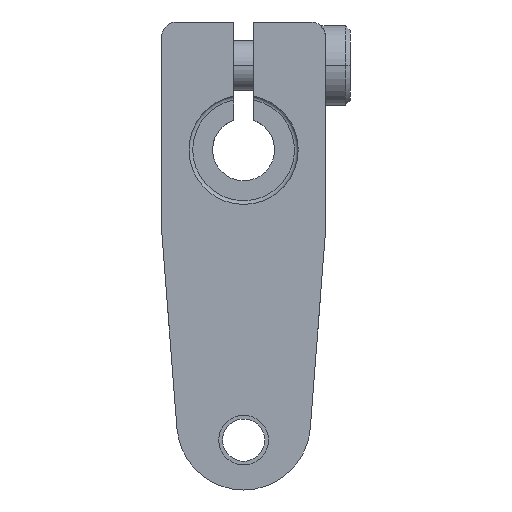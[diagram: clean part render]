
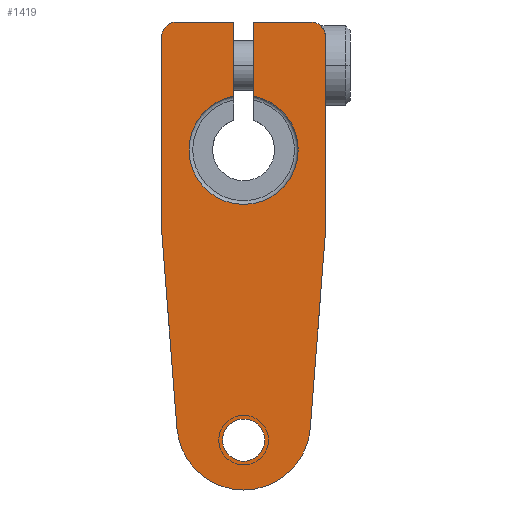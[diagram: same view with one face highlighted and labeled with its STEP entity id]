
A CAD part, front view. The second image highlights one B-rep face of the part: STEP entity #1419.
In plain terms, the highlighted planar face has unit normal (0, -1, 0).
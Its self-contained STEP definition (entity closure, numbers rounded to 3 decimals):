
#114=DIRECTION('',(0.,0.,-1.));
#115=VECTOR('',#114,14.933);
#116=CARTESIAN_POINT('',(2.,0.,25.75));
#117=LINE('',#116,#115);
#122=DIRECTION('',(1.,0.,0.));
#123=VECTOR('',#122,11.5);
#124=CARTESIAN_POINT('',(2.,0.,25.75));
#125=LINE('',#124,#123);
#129=CARTESIAN_POINT('',(13.5,0.,22.75));
#130=DIRECTION('',(0.,-1.,0.));
#131=DIRECTION('',(1.,0.,0.));
#132=AXIS2_PLACEMENT_3D('',#129,#130,#131);
#137=DIRECTION('',(0.,0.,-1.));
#138=VECTOR('',#137,39.25);
#139=CARTESIAN_POINT('',(16.5,0.,22.75));
#140=LINE('',#139,#138);
#144=DIRECTION('',(-0.077,0.,-0.997));
#145=VECTOR('',#144,39.739);
#146=CARTESIAN_POINT('',(16.5,0.,-16.5));
#147=LINE('',#146,#145);
#151=CARTESIAN_POINT('',(0.,0.,-55.08));
#152=DIRECTION('',(0.,1.,0.));
#153=DIRECTION('',(0.997,0.,-0.077));
#154=AXIS2_PLACEMENT_3D('',#151,#152,#153);
#159=DIRECTION('',(-0.077,0.,0.997));
#160=VECTOR('',#159,39.739);
#161=CARTESIAN_POINT('',(-13.43,0.,-56.12));
#162=LINE('',#161,#160);
#166=DIRECTION('',(0.,0.,1.));
#167=VECTOR('',#166,39.25);
#168=CARTESIAN_POINT('',(-16.5,0.,-16.5));
#169=LINE('',#168,#167);
#173=CARTESIAN_POINT('',(-13.5,0.,22.75));
#174=DIRECTION('',(0.,-1.,0.));
#175=DIRECTION('',(0.,0.,1.));
#176=AXIS2_PLACEMENT_3D('',#173,#174,#175);
#181=DIRECTION('',(1.,0.,0.));
#182=VECTOR('',#181,11.5);
#183=CARTESIAN_POINT('',(-13.5,0.,25.75));
#184=LINE('',#183,#182);
#188=DIRECTION('',(0.,0.,-1.));
#189=VECTOR('',#188,14.933);
#190=CARTESIAN_POINT('',(-2.,0.,25.75));
#191=LINE('',#190,#189);
#195=CARTESIAN_POINT('',(0.,0.,-58.5));
#196=DIRECTION('',(0.,-1.,0.));
#197=DIRECTION('',(-1.,0.,0.));
#198=AXIS2_PLACEMENT_3D('',#195,#196,#197);
#203=CARTESIAN_POINT('',(0.,0.,-58.5));
#204=DIRECTION('',(0.,-1.,0.));
#205=DIRECTION('',(1.,0.,0.));
#206=AXIS2_PLACEMENT_3D('',#203,#204,#205);
#1119=CARTESIAN_POINT('',(0.,0.,0.));
#1120=DIRECTION('',(0.,1.,0.));
#1121=DIRECTION('',(0.182,0.,0.983));
#1122=AXIS2_PLACEMENT_3D('',#1119,#1120,#1121);
#1205=CARTESIAN_POINT('',(16.5,0.,22.75));
#1206=CARTESIAN_POINT('',(13.5,0.,25.75));
#1207=VERTEX_POINT('',#1205);
#1208=VERTEX_POINT('',#1206);
#1209=CARTESIAN_POINT('',(-13.5,0.,25.75));
#1210=CARTESIAN_POINT('',(-16.5,0.,22.75));
#1211=VERTEX_POINT('',#1209);
#1212=VERTEX_POINT('',#1210);
#1213=CARTESIAN_POINT('',(16.5,0.,-16.5));
#1214=VERTEX_POINT('',#1213);
#1215=CARTESIAN_POINT('',(-16.5,0.,-16.5));
#1216=VERTEX_POINT('',#1215);
#1233=CARTESIAN_POINT('',(-4.25,0.,-58.5));
#1234=CARTESIAN_POINT('',(4.25,0.,-58.5));
#1235=VERTEX_POINT('',#1233);
#1236=VERTEX_POINT('',#1234);
#1277=CARTESIAN_POINT('',(13.43,0.,-56.12));
#1278=VERTEX_POINT('',#1277);
#1279=CARTESIAN_POINT('',(-13.43,0.,-56.12));
#1280=VERTEX_POINT('',#1279);
#1282=CARTESIAN_POINT('',(2.,0.,25.75));
#1283=CARTESIAN_POINT('',(2.,0.,10.817));
#1284=VERTEX_POINT('',#1282);
#1285=VERTEX_POINT('',#1283);
#1286=CARTESIAN_POINT('',(-2.,0.,25.75));
#1287=CARTESIAN_POINT('',(-2.,0.,10.817));
#1288=VERTEX_POINT('',#1286);
#1289=VERTEX_POINT('',#1287);
#1382=CARTESIAN_POINT('',(0.,0.,0.));
#1383=DIRECTION('',(0.,1.,0.));
#1384=DIRECTION('',(0.,0.,-1.));
#1385=AXIS2_PLACEMENT_3D('',#1382,#1383,#1384);
#1386=PLANE('',#1385);
#1388=ORIENTED_EDGE('',*,*,#1387,.F.);
#1390=ORIENTED_EDGE('',*,*,#1389,.T.);
#1392=ORIENTED_EDGE('',*,*,#1391,.F.);
#1394=ORIENTED_EDGE('',*,*,#1393,.T.);
#1396=ORIENTED_EDGE('',*,*,#1395,.T.);
#1398=ORIENTED_EDGE('',*,*,#1397,.T.);
#1400=ORIENTED_EDGE('',*,*,#1399,.T.);
#1402=ORIENTED_EDGE('',*,*,#1401,.T.);
#1404=ORIENTED_EDGE('',*,*,#1403,.F.);
#1406=ORIENTED_EDGE('',*,*,#1405,.T.);
#1408=ORIENTED_EDGE('',*,*,#1407,.T.);
#1410=ORIENTED_EDGE('',*,*,#1409,.F.);
#1411=EDGE_LOOP('',(#1388,#1390,#1392,#1394,#1396,#1398,#1400,#1402,#1404,#1406,
#1408,#1410));
#1412=FACE_OUTER_BOUND('',#1411,.F.);
#1414=ORIENTED_EDGE('',*,*,#1413,.T.);
#1416=ORIENTED_EDGE('',*,*,#1415,.T.);
#1417=EDGE_LOOP('',(#1414,#1416));
#1418=FACE_BOUND('',#1417,.F.);
#1419=ADVANCED_FACE('',(#1412,#1418),#1386,.F.);
#133=CIRCLE('',#132,3.);
#155=CIRCLE('',#154,13.47);
#177=CIRCLE('',#176,3.);
#199=CIRCLE('',#198,4.25);
#207=CIRCLE('',#206,4.25);
#1123=CIRCLE('',#1122,11.);
#1387=EDGE_CURVE('',#1284,#1285,#117,.T.);
#1389=EDGE_CURVE('',#1284,#1208,#125,.T.);
#1391=EDGE_CURVE('',#1207,#1208,#133,.T.);
#1393=EDGE_CURVE('',#1207,#1214,#140,.T.);
#1395=EDGE_CURVE('',#1214,#1278,#147,.T.);
#1397=EDGE_CURVE('',#1278,#1280,#155,.T.);
#1399=EDGE_CURVE('',#1280,#1216,#162,.T.);
#1401=EDGE_CURVE('',#1216,#1212,#169,.T.);
#1403=EDGE_CURVE('',#1211,#1212,#177,.T.);
#1405=EDGE_CURVE('',#1211,#1288,#184,.T.);
#1407=EDGE_CURVE('',#1288,#1289,#191,.T.);
#1409=EDGE_CURVE('',#1285,#1289,#1123,.T.);
#1413=EDGE_CURVE('',#1235,#1236,#199,.T.);
#1415=EDGE_CURVE('',#1236,#1235,#207,.T.);
